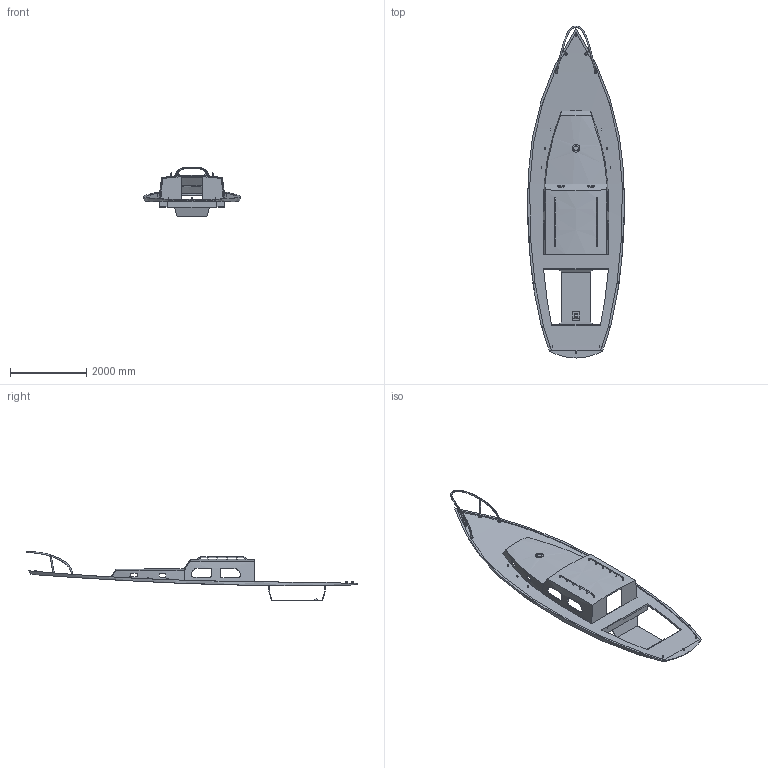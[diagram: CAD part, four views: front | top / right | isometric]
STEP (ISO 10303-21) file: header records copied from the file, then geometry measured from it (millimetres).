
FILE_DESCRIPTION( ( '' ), ' ' );
FILE_NAME( '5bdfb41df9b36215095770ee.step', '2018-11-05T03:08:14', ( '' ), ( '' ), ' ', ' ', ' ' );
FILE_SCHEMA( ( 'AUTOMOTIVE_DESIGN { 1 0 10303 214 1 1 1 1 }' ) );
Length unit declared in the file: metre
Products named in the file (1): Deck Part
Bounding box: 2538.41 x 8690 x 1295.96 mm (x, y, z)
Volume: 724696596.4 mm3; surface area: 42565562.3 mm2
Topology: 1 solids, 1 shells, 248 faces, 671 edges, 433 vertices
Faces by surface type: plane 103, cylinder 71, torus 31, bspline 17, extrusion 13, offset 11, cone 2
Full cylindrical faces by diameter (mm): 12.7 x10, 19.05 x1, 25.4 x10, 76.2 x4, 127 x1, 203.2 x1
Entity records: 24837 total; most frequent: CARTESIAN_POINT 17486, ORIENTED_EDGE 1168, DIRECTION 809, EDGE_CURVE 584, VERTEX_POINT 415, EDGE_LOOP 379, FACE_OUTER_BOUND 307, B_SPLINE_CURVE_WITH_KNOTS 303
